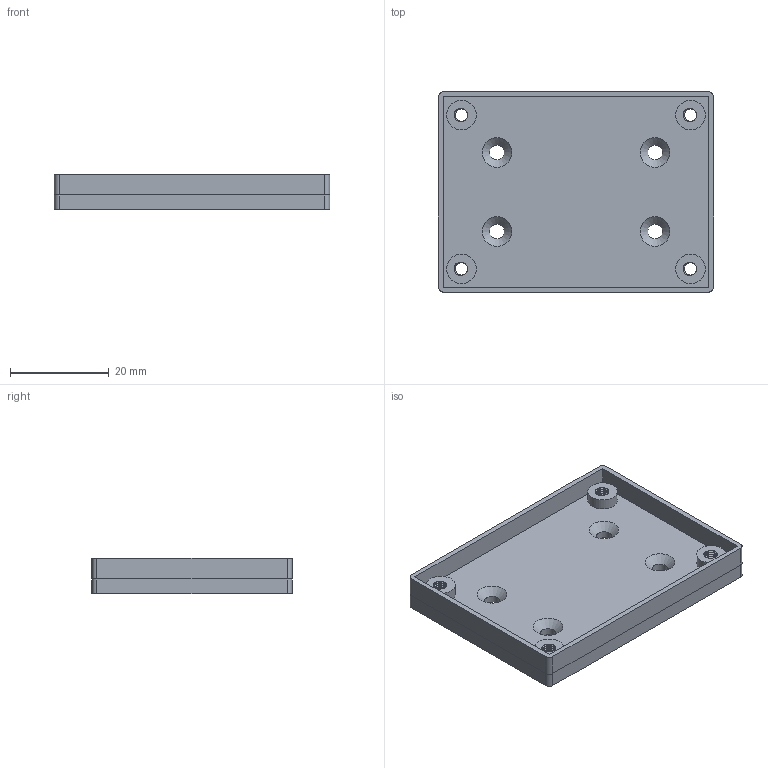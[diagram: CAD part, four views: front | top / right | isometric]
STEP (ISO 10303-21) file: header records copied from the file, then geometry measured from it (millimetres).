
FILE_DESCRIPTION(('FreeCAD Model'),'2;1');
FILE_NAME('Open CASCADE Shape Model','2024-10-08T22:21:44',(''),(''), 'Open CASCADE STEP processor 7.7','FreeCAD','Unknown');
FILE_SCHEMA(('AUTOMOTIVE_DESIGN { 1 0 10303 214 1 1 1 1 }'));
Length unit declared in the file: millimetre
Products named in the file (2): PCBholderStud; Body
Assembly tree (1 placements, depth 2):
  PCBholderStud
    Body
Bounding box: 55.7 x 40.5 x 7.2 mm (x, y, z)
Volume: 7538.7 mm3; surface area: 7093.9 mm2
Topology: 1 solids, 1 shells, 220 faces, 468 edges, 256 vertices
Faces by surface type: bspline 132, cylinder 60, plane 24, cone 4
Full cylindrical faces by diameter (mm): 2.52 x40, 3 x4, 6 x4
Entity records: 19404 total; most frequent: CARTESIAN_POINT 15694, ORIENTED_EDGE 936, EDGE_CURVE 468, DIRECTION 376, B_SPLINE_CURVE_WITH_KNOTS 316, VERTEX_POINT 256, FACE_BOUND 242, EDGE_LOOP 242
